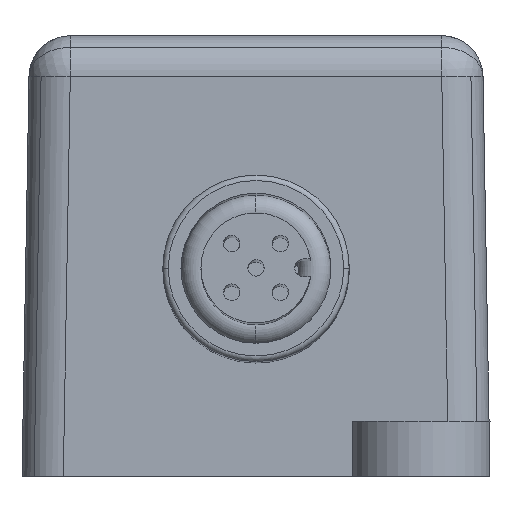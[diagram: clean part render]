
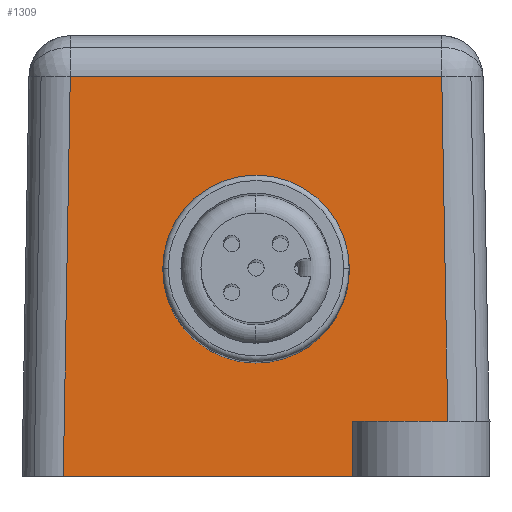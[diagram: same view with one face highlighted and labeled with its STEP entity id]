
A CAD part, front view. The second image highlights one B-rep face of the part: STEP entity #1309.
In plain terms, the highlighted planar face has unit normal (0, -1, 0.018).
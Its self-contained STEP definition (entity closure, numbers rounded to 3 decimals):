
#1239=AXIS2_PLACEMENT_3D('Circle Axis2P3D',#1237,#1238,$) ;
#1253=AXIS2_PLACEMENT_3D('Plane Axis2P3D',#1250,#1251,#1252) ;
#1197=CARTESIAN_POINT('Vertex',(17.,10.38,21.772)) ;
#1204=CARTESIAN_POINT('Vertex',(17.,10.144,8.224)) ;
#1208=CARTESIAN_POINT('Control Point',(17.,10.144,8.224)) ;
#1209=CARTESIAN_POINT('Control Point',(18.064,10.144,8.224)) ;
#1210=CARTESIAN_POINT('Control Point',(19.128,10.147,8.433)) ;
#1211=CARTESIAN_POINT('Control Point',(20.138,10.154,8.851)) ;
#1212=CARTESIAN_POINT('Control Point',(21.938,10.176,10.06)) ;
#1213=CARTESIAN_POINT('Control Point',(23.148,10.207,11.86)) ;
#1214=CARTESIAN_POINT('Control Point',(23.566,10.225,12.87)) ;
#1215=CARTESIAN_POINT('Control Point',(23.984,10.262,14.998)) ;
#1216=CARTESIAN_POINT('Control Point',(23.566,10.299,17.126)) ;
#1217=CARTESIAN_POINT('Control Point',(23.148,10.317,18.135)) ;
#1218=CARTESIAN_POINT('Control Point',(21.938,10.348,19.935)) ;
#1219=CARTESIAN_POINT('Control Point',(20.138,10.369,21.145)) ;
#1220=CARTESIAN_POINT('Control Point',(19.128,10.376,21.563)) ;
#1221=CARTESIAN_POINT('Control Point',(18.064,10.38,21.772)) ;
#1222=CARTESIAN_POINT('Control Point',(17.,10.38,21.772)) ;
#1237=CARTESIAN_POINT('Axis2P3D Location',(17.,10.262,14.998)) ;
#1250=CARTESIAN_POINT('Axis2P3D Location',(34.,10.,0.)) ;
#1255=CARTESIAN_POINT('Line Origine',(27.465,10.07,4.)) ;
#1259=CARTESIAN_POINT('Vertex',(24.,10.07,4.)) ;
#1261=CARTESIAN_POINT('Vertex',(30.931,10.07,4.)) ;
#1264=CARTESIAN_POINT('Line Origine',(30.712,10.288,16.526)) ;
#1268=CARTESIAN_POINT('Vertex',(30.493,10.507,29.052)) ;
#1271=CARTESIAN_POINT('Line Origine',(17.,10.507,29.052)) ;
#1275=CARTESIAN_POINT('Vertex',(3.507,10.507,29.052)) ;
#1278=CARTESIAN_POINT('Line Origine',(3.253,10.254,14.526)) ;
#1282=CARTESIAN_POINT('Vertex',(3.,10.,0.)) ;
#1285=CARTESIAN_POINT('Line Origine',(13.5,10.,0.)) ;
#1289=CARTESIAN_POINT('Vertex',(24.,10.,0.)) ;
#1292=CARTESIAN_POINT('Line Origine',(24.,10.035,2.)) ;
#1238=DIRECTION('Axis2P3D Direction',(0.,-1.,0.017)) ;
#1251=DIRECTION('Axis2P3D Direction',(0.,-1.,0.017)) ;
#1252=DIRECTION('Axis2P3D XDirection',(1.,0.,0.)) ;
#1256=DIRECTION('Vector Direction',(1.,0.,0.)) ;
#1265=DIRECTION('Vector Direction',(0.017,-0.017,-1.)) ;
#1272=DIRECTION('Vector Direction',(1.,0.,0.)) ;
#1279=DIRECTION('Vector Direction',(0.017,0.017,1.)) ;
#1286=DIRECTION('Vector Direction',(-1.,0.,0.)) ;
#1293=DIRECTION('Vector Direction',(0.,0.017,1.)) ;
#1257=VECTOR('Line Direction',#1256,1.) ;
#1266=VECTOR('Line Direction',#1265,1.) ;
#1273=VECTOR('Line Direction',#1272,1.) ;
#1280=VECTOR('Line Direction',#1279,1.) ;
#1287=VECTOR('Line Direction',#1286,1.) ;
#1294=VECTOR('Line Direction',#1293,1.) ;
#1298=ORIENTED_EDGE('',*,*,#1263,.T.) ;
#1299=ORIENTED_EDGE('',*,*,#1270,.F.) ;
#1300=ORIENTED_EDGE('',*,*,#1277,.F.) ;
#1301=ORIENTED_EDGE('',*,*,#1284,.F.) ;
#1302=ORIENTED_EDGE('',*,*,#1291,.F.) ;
#1303=ORIENTED_EDGE('',*,*,#1296,.T.) ;
#1306=ORIENTED_EDGE('',*,*,#1241,.F.) ;
#1307=ORIENTED_EDGE('',*,*,#1223,.F.) ;
#1308=FACE_BOUND('',#1305,.T.) ;
#1309=ADVANCED_FACE('Hauptkoerper',(#1304,#1308),#1254,.T.) ;
#1207=B_SPLINE_CURVE_WITH_KNOTS('',5,(#1208,#1209,#1210,#1211,#1212,#1213,#1214,#1215,#1216,#1217,#1218,#1219,#1220,#1221,#1222),.UNSPECIFIED.,.F.,.U.,(6,3,3,3,6),(-10.642,-5.321,0.,5.321,10.642),.UNSPECIFIED.) ;
#1240=CIRCLE('generated circle',#1239,6.775) ;
#1223=EDGE_CURVE('',#1205,#1198,#1207,.T.) ;
#1241=EDGE_CURVE('',#1198,#1205,#1240,.T.) ;
#1263=EDGE_CURVE('',#1260,#1262,#1258,.T.) ;
#1270=EDGE_CURVE('',#1269,#1262,#1267,.T.) ;
#1277=EDGE_CURVE('',#1276,#1269,#1274,.T.) ;
#1284=EDGE_CURVE('',#1283,#1276,#1281,.T.) ;
#1291=EDGE_CURVE('',#1290,#1283,#1288,.T.) ;
#1296=EDGE_CURVE('',#1290,#1260,#1295,.T.) ;
#1297=EDGE_LOOP('',(#1298,#1299,#1300,#1301,#1302,#1303)) ;
#1305=EDGE_LOOP('',(#1306,#1307)) ;
#1304=FACE_OUTER_BOUND('',#1297,.T.) ;
#1258=LINE('Line',#1255,#1257) ;
#1267=LINE('Line',#1264,#1266) ;
#1274=LINE('Line',#1271,#1273) ;
#1281=LINE('Line',#1278,#1280) ;
#1288=LINE('Line',#1285,#1287) ;
#1295=LINE('Line',#1292,#1294) ;
#1254=PLANE('',#1253) ;
#1198=VERTEX_POINT('',#1197) ;
#1205=VERTEX_POINT('',#1204) ;
#1260=VERTEX_POINT('',#1259) ;
#1262=VERTEX_POINT('',#1261) ;
#1269=VERTEX_POINT('',#1268) ;
#1276=VERTEX_POINT('',#1275) ;
#1283=VERTEX_POINT('',#1282) ;
#1290=VERTEX_POINT('',#1289) ;
